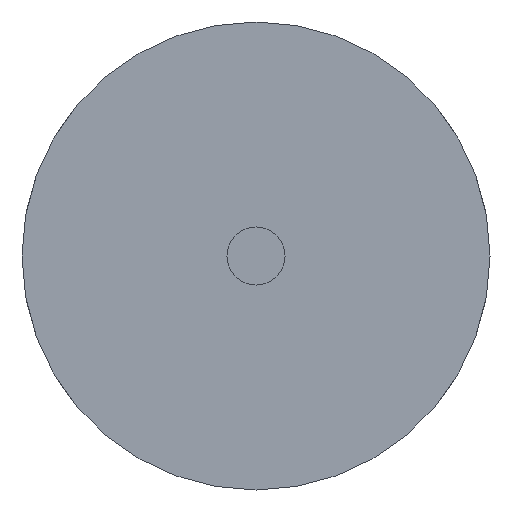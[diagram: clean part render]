
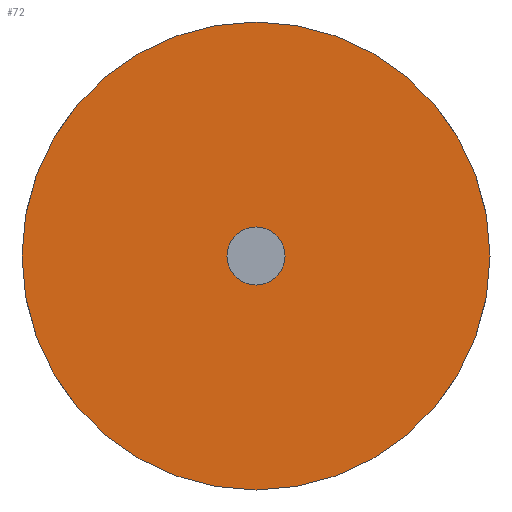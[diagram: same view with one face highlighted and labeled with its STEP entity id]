
A CAD part, front view. The second image highlights one B-rep face of the part: STEP entity #72.
In plain terms, the highlighted planar face has unit normal (0, -1, 0).
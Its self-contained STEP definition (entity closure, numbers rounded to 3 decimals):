
#11 = CIRCLE ( 'NONE', #211, 21.4 ) ;
#16 = CARTESIAN_POINT ( 'NONE',  ( 0., 0., 0. ) ) ;
#24 = CIRCLE ( 'NONE', #81, 172.5 ) ;
#35 = CARTESIAN_POINT ( 'NONE',  ( 0., 0., 0. ) ) ;
#36 = EDGE_LOOP ( 'NONE', ( #217, #115 ) ) ;
#37 = DIRECTION ( 'NONE',  ( 0., -1., 0. ) ) ;
#42 = VERTEX_POINT ( 'NONE', #176 ) ;
#45 = AXIS2_PLACEMENT_3D ( 'NONE', #102, #86, #101 ) ;
#46 = VERTEX_POINT ( 'NONE', #177 ) ;
#52 = DIRECTION ( 'NONE',  ( 0., 0., 1. ) ) ;
#62 = ORIENTED_EDGE ( 'NONE', *, *, #201, .T. ) ;
#63 = CIRCLE ( 'NONE', #184, 172.5 ) ;
#71 = DIRECTION ( 'NONE',  ( 0., 0., 1. ) ) ;
#72 = ADVANCED_FACE ( 'NONE', ( #218, #150 ), #73, .F. ) ;
#73 = PLANE ( 'NONE',  #45 ) ;
#81 = AXIS2_PLACEMENT_3D ( 'NONE', #138, #37, #85 ) ;
#85 = DIRECTION ( 'NONE',  ( 0., 0., 1. ) ) ;
#86 = DIRECTION ( 'NONE',  ( 0., 1., 0. ) ) ;
#89 = VERTEX_POINT ( 'NONE', #100 ) ;
#91 = VERTEX_POINT ( 'NONE', #229 ) ;
#95 = EDGE_CURVE ( 'NONE', #46, #91, #182, .T. ) ;
#100 = CARTESIAN_POINT ( 'NONE',  ( 0., 0., -172.5 ) ) ;
#101 = DIRECTION ( 'NONE',  ( 0., 0., 1. ) ) ;
#102 = CARTESIAN_POINT ( 'NONE',  ( -172.5, 0., -172.5 ) ) ;
#115 = ORIENTED_EDGE ( 'NONE', *, *, #95, .T. ) ;
#122 = DIRECTION ( 'NONE',  ( 0., -1., 0. ) ) ;
#138 = CARTESIAN_POINT ( 'NONE',  ( 0., 0., 0. ) ) ;
#140 = DIRECTION ( 'NONE',  ( 0., 1., 0. ) ) ;
#141 = CARTESIAN_POINT ( 'NONE',  ( 0., 0., 0. ) ) ;
#147 = EDGE_CURVE ( 'NONE', #42, #89, #24, .T. ) ;
#150 = FACE_BOUND ( 'NONE', #36, .T. ) ;
#156 = EDGE_CURVE ( 'NONE', #91, #46, #11, .T. ) ;
#165 = DIRECTION ( 'NONE',  ( 0., 0., 1. ) ) ;
#167 = AXIS2_PLACEMENT_3D ( 'NONE', #35, #208, #71 ) ;
#176 = CARTESIAN_POINT ( 'NONE',  ( 0., 0., 172.5 ) ) ;
#177 = CARTESIAN_POINT ( 'NONE',  ( 0., 0., 21.4 ) ) ;
#182 = CIRCLE ( 'NONE', #167, 21.4 ) ;
#184 = AXIS2_PLACEMENT_3D ( 'NONE', #141, #122, #52 ) ;
#188 = ORIENTED_EDGE ( 'NONE', *, *, #147, .T. ) ;
#201 = EDGE_CURVE ( 'NONE', #89, #42, #63, .T. ) ;
#208 = DIRECTION ( 'NONE',  ( 0., 1., 0. ) ) ;
#211 = AXIS2_PLACEMENT_3D ( 'NONE', #16, #140, #165 ) ;
#217 = ORIENTED_EDGE ( 'NONE', *, *, #156, .T. ) ;
#218 = FACE_OUTER_BOUND ( 'NONE', #231, .T. ) ;
#229 = CARTESIAN_POINT ( 'NONE',  ( 0., 0., -21.4 ) ) ;
#231 = EDGE_LOOP ( 'NONE', ( #62, #188 ) ) ;
